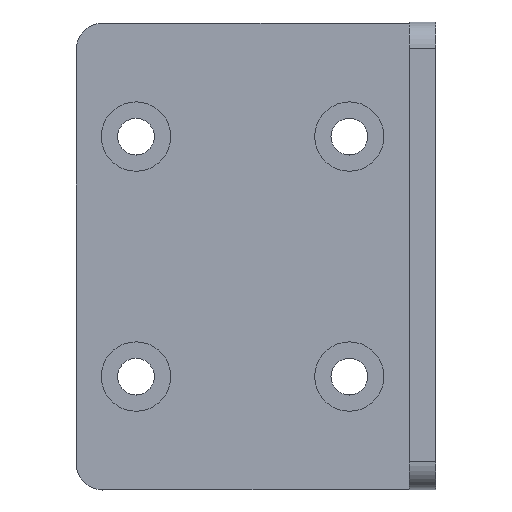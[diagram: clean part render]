
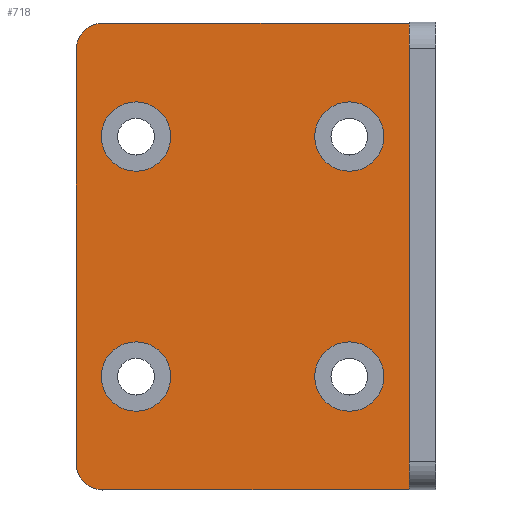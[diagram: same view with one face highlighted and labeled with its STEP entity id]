
A CAD part, top view. The second image highlights one B-rep face of the part: STEP entity #718.
In plain terms, the highlighted planar face has unit normal (0, 0.003, 1).
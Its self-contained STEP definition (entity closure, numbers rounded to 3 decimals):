
#27=FACE_BOUND('',#128,.T.);
#28=FACE_BOUND('',#129,.T.);
#29=FACE_BOUND('',#130,.T.);
#30=FACE_BOUND('',#131,.T.);
#45=PLANE('',#807);
#82=FACE_OUTER_BOUND('',#127,.T.);
#127=EDGE_LOOP('',(#649,#650,#651,#652,#653,#654));
#128=EDGE_LOOP('',(#655));
#129=EDGE_LOOP('',(#656));
#130=EDGE_LOOP('',(#657));
#131=EDGE_LOOP('',(#658));
#138=LINE('',#1042,#201);
#154=LINE('',#1108,#217);
#194=LINE('',#1225,#257);
#195=LINE('',#1227,#258);
#201=VECTOR('',#824,10.);
#217=VECTOR('',#882,10.);
#257=VECTOR('',#1018,10.);
#258=VECTOR('',#1021,10.);
#272=CIRCLE('',#751,4.);
#278=CIRCLE('',#760,4.);
#289=CIRCLE('',#791,5.2);
#291=CIRCLE('',#795,5.2);
#293=CIRCLE('',#799,5.2);
#295=CIRCLE('',#803,5.2);
#303=VERTEX_POINT('',#1039);
#304=VERTEX_POINT('',#1041);
#326=VERTEX_POINT('',#1089);
#333=VERTEX_POINT('',#1107);
#334=VERTEX_POINT('',#1111);
#354=VERTEX_POINT('',#1191);
#356=VERTEX_POINT('',#1199);
#358=VERTEX_POINT('',#1207);
#360=VERTEX_POINT('',#1215);
#362=VERTEX_POINT('',#1223);
#370=EDGE_CURVE('',#304,#303,#138,.F.);
#394=EDGE_CURVE('',#304,#326,#272,.T.);
#403=EDGE_CURVE('',#333,#326,#154,.T.);
#405=EDGE_CURVE('',#333,#334,#278,.T.);
#445=EDGE_CURVE('',#354,#354,#289,.T.);
#449=EDGE_CURVE('',#356,#356,#291,.T.);
#453=EDGE_CURVE('',#358,#358,#293,.T.);
#457=EDGE_CURVE('',#360,#360,#295,.T.);
#462=EDGE_CURVE('',#303,#362,#194,.T.);
#463=EDGE_CURVE('',#362,#334,#195,.F.);
#649=ORIENTED_EDGE('',*,*,#394,.F.);
#650=ORIENTED_EDGE('',*,*,#370,.T.);
#651=ORIENTED_EDGE('',*,*,#462,.T.);
#652=ORIENTED_EDGE('',*,*,#463,.T.);
#653=ORIENTED_EDGE('',*,*,#405,.F.);
#654=ORIENTED_EDGE('',*,*,#403,.T.);
#655=ORIENTED_EDGE('',*,*,#445,.T.);
#656=ORIENTED_EDGE('',*,*,#449,.T.);
#657=ORIENTED_EDGE('',*,*,#453,.T.);
#658=ORIENTED_EDGE('',*,*,#457,.T.);
#718=ADVANCED_FACE('',(#82,#27,#28,#29,#30),#45,.T.);
#751=AXIS2_PLACEMENT_3D('',#1090,#863,#864);
#760=AXIS2_PLACEMENT_3D('',#1112,#886,#887);
#791=AXIS2_PLACEMENT_3D('',#1192,#977,#978);
#795=AXIS2_PLACEMENT_3D('',#1200,#987,#988);
#799=AXIS2_PLACEMENT_3D('',#1208,#997,#998);
#803=AXIS2_PLACEMENT_3D('',#1216,#1007,#1008);
#807=AXIS2_PLACEMENT_3D('',#1226,#1019,#1020);
#824=DIRECTION('',(-1.,0.,0.));
#863=DIRECTION('center_axis',(0.,-0.003,
-1.));
#864=DIRECTION('ref_axis',(-0.707,-0.707,0.002));
#882=DIRECTION('',(0.,-1.,0.003));
#886=DIRECTION('center_axis',(0.,-0.003,
-1.));
#887=DIRECTION('ref_axis',(-0.707,0.707,-0.002));
#977=DIRECTION('center_axis',(0.,-0.003,
-1.));
#978=DIRECTION('ref_axis',(1.,0.,0.));
#987=DIRECTION('center_axis',(0.,-0.003,
-1.));
#988=DIRECTION('ref_axis',(1.,0.,0.));
#997=DIRECTION('center_axis',(0.,-0.003,
-1.));
#998=DIRECTION('ref_axis',(1.,0.,0.));
#1007=DIRECTION('center_axis',(0.,-0.003,
-1.));
#1008=DIRECTION('ref_axis',(1.,0.,0.));
#1018=DIRECTION('',(0.,1.,-0.003));
#1019=DIRECTION('center_axis',(0.,0.003,
1.));
#1020=DIRECTION('ref_axis',(0.,-1.,0.003));
#1021=DIRECTION('',(1.,0.,0.));
#1039=CARTESIAN_POINT('',(-274.015,440.86,257.792));
#1041=CARTESIAN_POINT('',(-320.015,440.858,257.792));
#1042=CARTESIAN_POINT('',(-295.015,440.859,257.792));
#1089=CARTESIAN_POINT('',(-324.015,444.858,257.779));
#1090=CARTESIAN_POINT('Origin',(-320.015,444.858,257.779));
#1107=CARTESIAN_POINT('',(-324.018,506.858,257.57));
#1108=CARTESIAN_POINT('',(-324.017,475.858,257.674));
#1111=CARTESIAN_POINT('',(-320.018,510.858,257.557));
#1112=CARTESIAN_POINT('Origin',(-320.018,506.858,257.57));
#1191=CARTESIAN_POINT('',(-288.217,457.859,257.735));
#1192=CARTESIAN_POINT('Origin',(-283.017,457.859,257.735));
#1199=CARTESIAN_POINT('',(-320.217,457.859,257.735));
#1200=CARTESIAN_POINT('Origin',(-315.017,457.859,257.735));
#1207=CARTESIAN_POINT('',(-288.217,493.859,257.614));
#1208=CARTESIAN_POINT('Origin',(-283.017,493.859,257.614));
#1215=CARTESIAN_POINT('',(-320.217,493.859,257.614));
#1216=CARTESIAN_POINT('Origin',(-315.017,493.859,257.614));
#1223=CARTESIAN_POINT('',(-274.018,510.86,257.557));
#1225=CARTESIAN_POINT('',(-274.017,475.86,257.674));
#1226=CARTESIAN_POINT('Origin',(-295.017,475.859,257.674));
#1227=CARTESIAN_POINT('',(-295.018,510.859,257.557));
